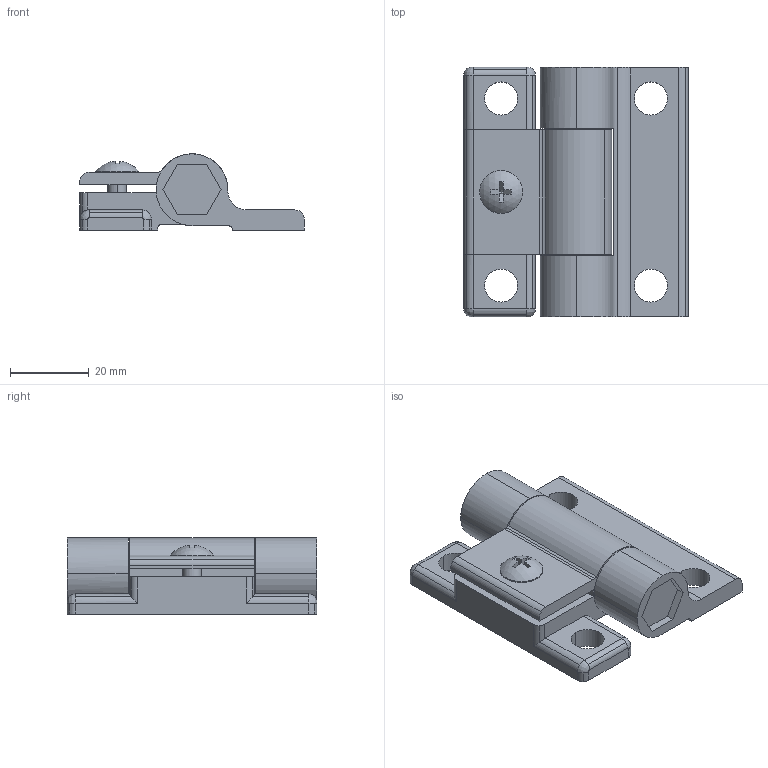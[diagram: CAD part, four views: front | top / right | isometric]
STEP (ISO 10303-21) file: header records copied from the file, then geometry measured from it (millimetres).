
FILE_DESCRIPTION((''),'2;1');
FILE_NAME('15HI8515.stp','2006-03-13T15:37:40',('Shawn Mantel'),('Faztek, LLC'),'Mechanical Desktop 2005','Mechanical Desktop 2005',', , ');
FILE_SCHEMA(('CONFIG_CONTROL_DESIGN'));
Length unit declared in the file: inch
Products named in the file (1): Product
Bounding box: 57.15 x 63.5 x 19.44 mm (x, y, z)
Volume: 32890 mm3; surface area: 13700.9 mm2
Topology: 3 solids, 3 shells, 136 faces, 345 edges, 219 vertices
Faces by surface type: plane 68, cylinder 63, bspline 4, sphere 1
Entity records: 4455 total; most frequent: CARTESIAN_POINT 964, DIRECTION 744, ORIENTED_EDGE 690, EDGE_CURVE 345, AXIS2_PLACEMENT_3D 273, VERTEX_POINT 219, VECTOR 198, LINE 198
